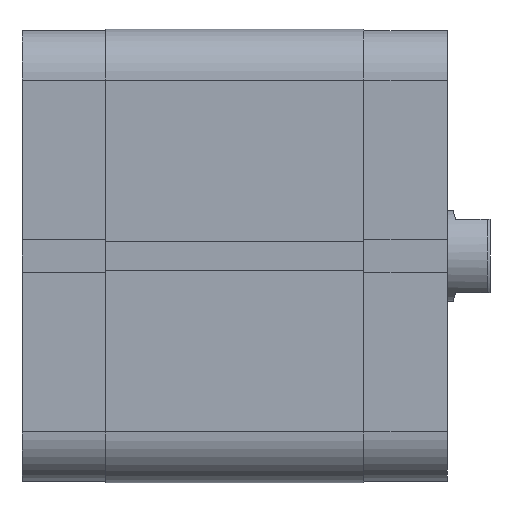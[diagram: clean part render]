
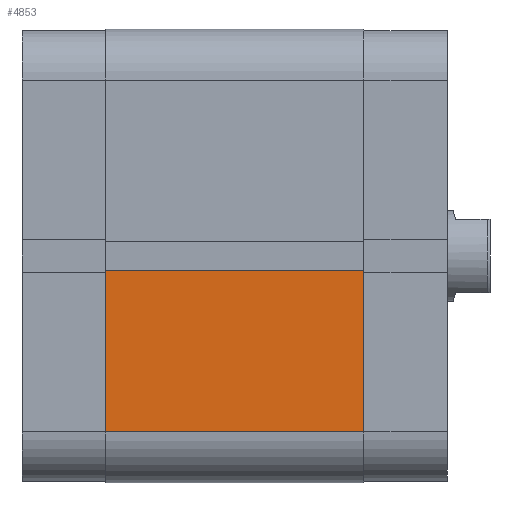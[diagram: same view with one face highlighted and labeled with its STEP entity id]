
A CAD part, front view. The second image highlights one B-rep face of the part: STEP entity #4853.
In plain terms, the highlighted planar face has unit normal (0, -1, 0).
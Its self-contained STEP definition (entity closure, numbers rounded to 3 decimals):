
#390 = CARTESIAN_POINT ( 'NONE',  ( 0., -40., 45.5 ) ) ;
#391 = DIRECTION ( 'NONE',  ( 1., 0., 0. ) ) ;
#392 = CARTESIAN_POINT ( 'NONE',  ( 0., -40., 0. ) ) ;
#393 = CARTESIAN_POINT ( 'NONE',  ( -31., -40., 45.5 ) ) ;
#394 = DIRECTION ( 'NONE',  ( 0., 0., -1. ) ) ;
#400 = CARTESIAN_POINT ( 'NONE',  ( -2.6, -40., 45.5 ) ) ;
#401 = DIRECTION ( 'NONE',  ( 0., 0., -1. ) ) ;
#403 = DIRECTION ( 'NONE',  ( 1., 0., 0. ) ) ;
#1394 = ORIENTED_EDGE ( 'NONE', *, *, #1731, .T. ) ;
#1395 = ORIENTED_EDGE ( 'NONE', *, *, #1730, .F. ) ;
#1396 = ORIENTED_EDGE ( 'NONE', *, *, #1734, .F. ) ;
#1397 = ORIENTED_EDGE ( 'NONE', *, *, #1735, .T. ) ;
#1730 = EDGE_CURVE ( 'NONE', #2493, #2495, #6019, .T. ) ;
#1731 = EDGE_CURVE ( 'NONE', #2493, #2492, #6021, .T. ) ;
#1734 = EDGE_CURVE ( 'NONE', #2495, #2494, #6027, .T. ) ;
#1735 = EDGE_CURVE ( 'NONE', #2492, #2494, #6025, .T. ) ;
#2492 = VERTEX_POINT ( 'NONE', #2944 ) ;
#2493 = VERTEX_POINT ( 'NONE', #2945 ) ;
#2494 = VERTEX_POINT ( 'NONE', #2946 ) ;
#2495 = VERTEX_POINT ( 'NONE', #2947 ) ;
#2944 = CARTESIAN_POINT ( 'NONE',  ( -31., -40., 0. ) ) ;
#2945 = CARTESIAN_POINT ( 'NONE',  ( -31., -40., 45.5 ) ) ;
#2946 = CARTESIAN_POINT ( 'NONE',  ( -2.6, -40., 0. ) ) ;
#2947 = CARTESIAN_POINT ( 'NONE',  ( -2.6, -40., 45.5 ) ) ;
#3635 = CARTESIAN_POINT ( 'NONE',  ( 0., -40., 45.5 ) ) ;
#3636 = PLANE ( 'NONE',  #4615 ) ;
#3638 = DIRECTION ( 'NONE',  ( 0., 1., 0. ) ) ;
#3639 = DIRECTION ( 'NONE',  ( 0., 0., 1. ) ) ;
#4307 = FACE_OUTER_BOUND ( 'NONE', #5268, .T. ) ;
#4615 = AXIS2_PLACEMENT_3D ( 'NONE', #3635, #3638, #3639 ) ;
#4853 = ADVANCED_FACE ( 'NONE', ( #4307 ), #3636, .F. ) ;
#5268 = EDGE_LOOP ( 'NONE', ( #1397, #1396, #1395, #1394 ) ) ;
#6019 = LINE ( 'NONE', #390, #6020 ) ;
#6020 = VECTOR ( 'NONE', #391, 1000. ) ;
#6021 = LINE ( 'NONE', #393, #6022 ) ;
#6022 = VECTOR ( 'NONE', #394, 1000. ) ;
#6025 = LINE ( 'NONE', #392, #6029 ) ;
#6027 = LINE ( 'NONE', #400, #6028 ) ;
#6028 = VECTOR ( 'NONE', #401, 1000. ) ;
#6029 = VECTOR ( 'NONE', #403, 1000. ) ;
